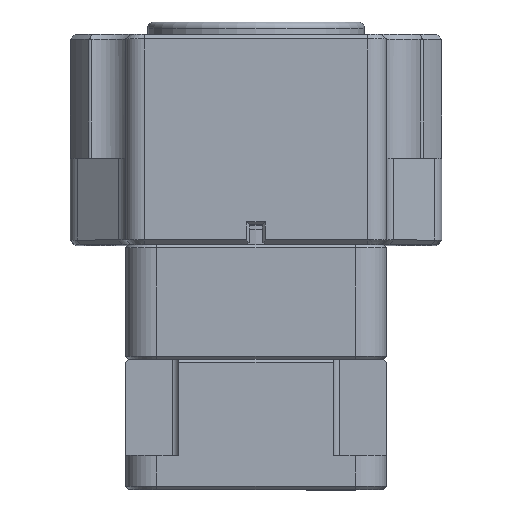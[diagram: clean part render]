
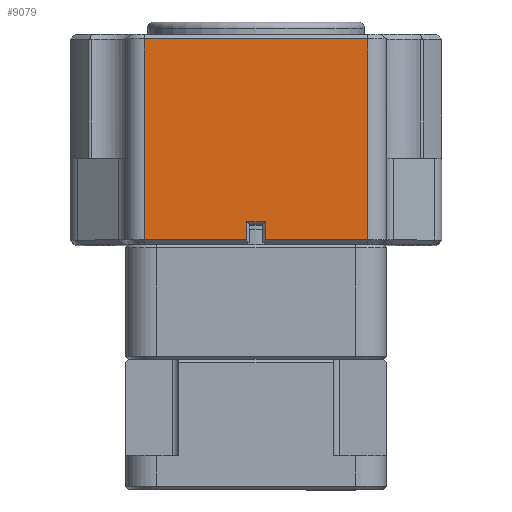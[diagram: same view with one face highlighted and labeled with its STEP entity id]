
A CAD part, top view. The second image highlights one B-rep face of the part: STEP entity #9079.
In plain terms, the highlighted planar face has unit normal (0, 0, 1).
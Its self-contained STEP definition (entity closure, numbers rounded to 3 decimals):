
#1673 = ORIENTED_EDGE ( 'NONE', *, *, #14616, .T. ) ;
#1703 = ORIENTED_EDGE ( 'NONE', *, *, #15043, .T. ) ;
#1734 = ORIENTED_EDGE ( 'NONE', *, *, #7802, .T. ) ;
#1762 = ORIENTED_EDGE ( 'NONE', *, *, #21439, .T. ) ;
#1791 = ORIENTED_EDGE ( 'NONE', *, *, #8137, .F. ) ;
#1814 = ORIENTED_EDGE ( 'NONE', *, *, #20377, .T. ) ;
#1875 = ORIENTED_EDGE ( 'NONE', *, *, #22235, .T. ) ;
#1902 = ORIENTED_EDGE ( 'NONE', *, *, #4608, .T. ) ;
#2565 = DIRECTION ( 'NONE',  ( 0., -1., 0. ) ) ;
#2570 = CARTESIAN_POINT ( 'NONE',  ( 1.5, 34., 53. ) ) ;
#2593 = LINE ( 'NONE', #2570, #20901 ) ;
#3338 = VECTOR ( 'NONE', #17319, 1000. ) ;
#3436 = CARTESIAN_POINT ( 'NONE',  ( 1.5, 3.7, 53. ) ) ;
#4608 = EDGE_CURVE ( 'NONE', #13393, #15866, #21086, .T. ) ;
#4802 = AXIS2_PLACEMENT_3D ( 'NONE', #7669, #7664, #7637 ) ;
#6008 = VERTEX_POINT ( 'NONE', #7971 ) ;
#7471 = DIRECTION ( 'NONE',  ( -1., 0., 0. ) ) ;
#7474 = CARTESIAN_POINT ( 'NONE',  ( -18., 33.2, 53. ) ) ;
#7496 = LINE ( 'NONE', #7474, #19755 ) ;
#7637 = DIRECTION ( 'NONE',  ( -1., 0., 0. ) ) ;
#7664 = DIRECTION ( 'NONE',  ( 0., 0., -1. ) ) ;
#7669 = CARTESIAN_POINT ( 'NONE',  ( 18., 34., 53. ) ) ;
#7676 = PLANE ( 'NONE',  #4802 ) ;
#7692 = FACE_OUTER_BOUND ( 'NONE', #14065, .T. ) ;
#7739 = VECTOR ( 'NONE', #9467, 1000. ) ;
#7802 = EDGE_CURVE ( 'NONE', #15221, #15312, #17331, .T. ) ;
#7825 = CARTESIAN_POINT ( 'NONE',  ( -18., 0.8, 53. ) ) ;
#7971 = CARTESIAN_POINT ( 'NONE',  ( 18., 33.2, 53. ) ) ;
#8137 = EDGE_CURVE ( 'NONE', #6008, #17182, #15067, .T. ) ;
#8323 = CARTESIAN_POINT ( 'NONE',  ( -18., 33.2, 53. ) ) ;
#9079 = ADVANCED_FACE ( 'NONE', ( #7692 ), #7676, .F. ) ;
#9467 = DIRECTION ( 'NONE',  ( 1., 0., 0. ) ) ;
#9473 = CARTESIAN_POINT ( 'NONE',  ( 18., 0.8, 53. ) ) ;
#9494 = LINE ( 'NONE', #9473, #7739 ) ;
#10458 = VECTOR ( 'NONE', #21074, 1000. ) ;
#12494 = DIRECTION ( 'NONE',  ( 0., 1., 0. ) ) ;
#12498 = CARTESIAN_POINT ( 'NONE',  ( -1.5, 34., 53. ) ) ;
#12522 = LINE ( 'NONE', #12498, #16116 ) ;
#13393 = VERTEX_POINT ( 'NONE', #22274 ) ;
#13882 = VECTOR ( 'NONE', #15533, 1000. ) ;
#14065 = EDGE_LOOP ( 'NONE', ( #1902, #1875, #1814, #1791, #1762, #1734, #1703, #1673 ) ) ;
#14616 = EDGE_CURVE ( 'NONE', #16481, #13393, #12522, .T. ) ;
#15043 = EDGE_CURVE ( 'NONE', #15312, #16481, #9494, .T. ) ;
#15052 = DIRECTION ( 'NONE',  ( 0., -1., 0. ) ) ;
#15058 = CARTESIAN_POINT ( 'NONE',  ( 18., 34., 53. ) ) ;
#15067 = LINE ( 'NONE', #15058, #21867 ) ;
#15221 = VERTEX_POINT ( 'NONE', #8323 ) ;
#15312 = VERTEX_POINT ( 'NONE', #7825 ) ;
#15533 = DIRECTION ( 'NONE',  ( 1., 0., 0. ) ) ;
#15537 = CARTESIAN_POINT ( 'NONE',  ( 18., 0.8, 53. ) ) ;
#15561 = LINE ( 'NONE', #15537, #13882 ) ;
#15866 = VERTEX_POINT ( 'NONE', #3436 ) ;
#16116 = VECTOR ( 'NONE', #12494, 1000. ) ;
#16481 = VERTEX_POINT ( 'NONE', #23130 ) ;
#17095 = VERTEX_POINT ( 'NONE', #18495 ) ;
#17182 = VERTEX_POINT ( 'NONE', #18001 ) ;
#17319 = DIRECTION ( 'NONE',  ( 0., -1., 0. ) ) ;
#17323 = CARTESIAN_POINT ( 'NONE',  ( -18., 34., 53. ) ) ;
#17331 = LINE ( 'NONE', #17323, #3338 ) ;
#18001 = CARTESIAN_POINT ( 'NONE',  ( 18., 0.8, 53. ) ) ;
#18495 = CARTESIAN_POINT ( 'NONE',  ( 1.5, 0.8, 53. ) ) ;
#19755 = VECTOR ( 'NONE', #7471, 1000. ) ;
#20377 = EDGE_CURVE ( 'NONE', #17095, #17182, #15561, .T. ) ;
#20901 = VECTOR ( 'NONE', #2565, 1000. ) ;
#21074 = DIRECTION ( 'NONE',  ( 1., 0., 0. ) ) ;
#21080 = CARTESIAN_POINT ( 'NONE',  ( 1., 3.7, 53. ) ) ;
#21086 = LINE ( 'NONE', #21080, #10458 ) ;
#21439 = EDGE_CURVE ( 'NONE', #6008, #15221, #7496, .T. ) ;
#21867 = VECTOR ( 'NONE', #15052, 1000. ) ;
#22235 = EDGE_CURVE ( 'NONE', #15866, #17095, #2593, .T. ) ;
#22274 = CARTESIAN_POINT ( 'NONE',  ( -1.5, 3.7, 53. ) ) ;
#23130 = CARTESIAN_POINT ( 'NONE',  ( -1.5, 0.8, 53. ) ) ;
